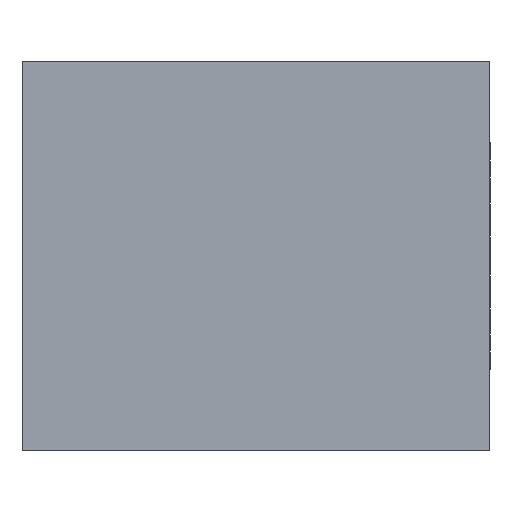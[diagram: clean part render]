
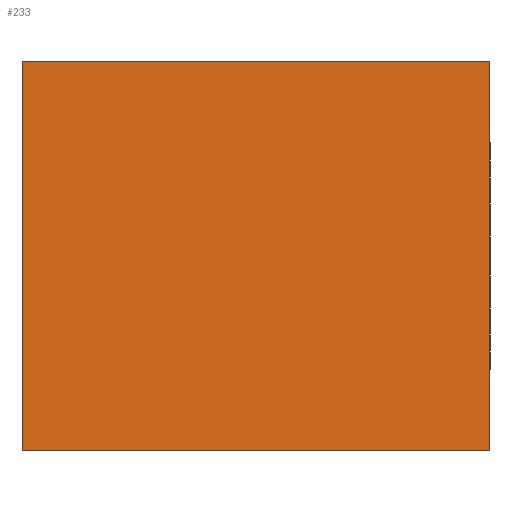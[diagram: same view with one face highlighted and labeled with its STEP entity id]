
A CAD part, left-side view. The second image highlights one B-rep face of the part: STEP entity #233.
In plain terms, the highlighted planar face has unit normal (-1, 0, 0).
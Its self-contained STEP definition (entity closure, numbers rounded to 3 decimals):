
#1 = VECTOR ( 'NONE', #175, 1000. ) ;
#6 = EDGE_CURVE ( 'NONE', #125, #373, #450, .T. ) ;
#9 = DIRECTION ( 'NONE',  ( 0., 0., -1. ) ) ;
#31 = EDGE_CURVE ( 'NONE', #125, #136, #405, .T. ) ;
#32 = VECTOR ( 'NONE', #38, 1000. ) ;
#38 = DIRECTION ( 'NONE',  ( 0., 0., -1. ) ) ;
#63 = CARTESIAN_POINT ( 'NONE',  ( 65.025, 29., 0. ) ) ;
#90 = LINE ( 'NONE', #162, #142 ) ;
#121 = VECTOR ( 'NONE', #395, 1000. ) ;
#125 = VERTEX_POINT ( 'NONE', #286 ) ;
#126 = ORIENTED_EDGE ( 'NONE', *, *, #31, .T. ) ;
#128 = CARTESIAN_POINT ( 'NONE',  ( 65.025, 29., 10. ) ) ;
#136 = VERTEX_POINT ( 'NONE', #282 ) ;
#142 = VECTOR ( 'NONE', #366, 1000. ) ;
#162 = CARTESIAN_POINT ( 'NONE',  ( 65.025, 29., 0. ) ) ;
#171 = CARTESIAN_POINT ( 'NONE',  ( 65.025, 29., 10. ) ) ;
#175 = DIRECTION ( 'NONE',  ( 0., -1., 0. ) ) ;
#176 = CARTESIAN_POINT ( 'NONE',  ( 65.025, 41., 10. ) ) ;
#189 = PLANE ( 'NONE',  #346 ) ;
#215 = EDGE_CURVE ( 'NONE', #373, #372, #259, .T. ) ;
#224 = FACE_OUTER_BOUND ( 'NONE', #368, .T. ) ;
#233 = ADVANCED_FACE ( 'NONE', ( #224 ), #189, .F. ) ;
#251 = EDGE_CURVE ( 'NONE', #136, #372, #90, .T. ) ;
#255 = CARTESIAN_POINT ( 'NONE',  ( 65.025, 29., 10. ) ) ;
#259 = LINE ( 'NONE', #128, #121 ) ;
#276 = ORIENTED_EDGE ( 'NONE', *, *, #6, .F. ) ;
#282 = CARTESIAN_POINT ( 'NONE',  ( 65.025, 41., 0. ) ) ;
#286 = CARTESIAN_POINT ( 'NONE',  ( 65.025, 41., 10. ) ) ;
#300 = ORIENTED_EDGE ( 'NONE', *, *, #215, .F. ) ;
#303 = CARTESIAN_POINT ( 'NONE',  ( 65.025, 29., 10. ) ) ;
#346 = AXIS2_PLACEMENT_3D ( 'NONE', #255, #398, #9 ) ;
#366 = DIRECTION ( 'NONE',  ( 0., -1., 0. ) ) ;
#368 = EDGE_LOOP ( 'NONE', ( #413, #300, #276, #126 ) ) ;
#372 = VERTEX_POINT ( 'NONE', #63 ) ;
#373 = VERTEX_POINT ( 'NONE', #171 ) ;
#395 = DIRECTION ( 'NONE',  ( 0., 0., -1. ) ) ;
#398 = DIRECTION ( 'NONE',  ( 1., 0., 0. ) ) ;
#405 = LINE ( 'NONE', #176, #32 ) ;
#413 = ORIENTED_EDGE ( 'NONE', *, *, #251, .T. ) ;
#450 = LINE ( 'NONE', #303, #1 ) ;
